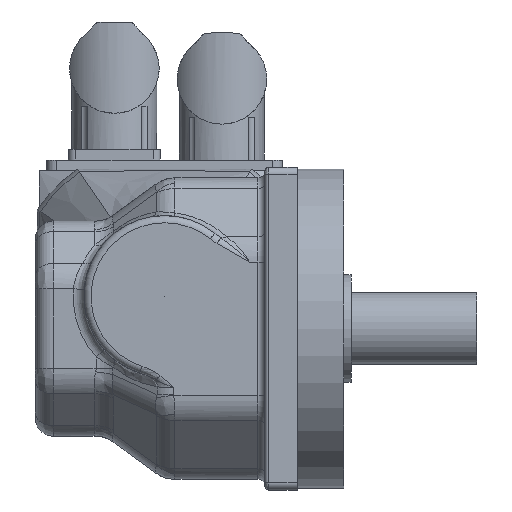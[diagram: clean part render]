
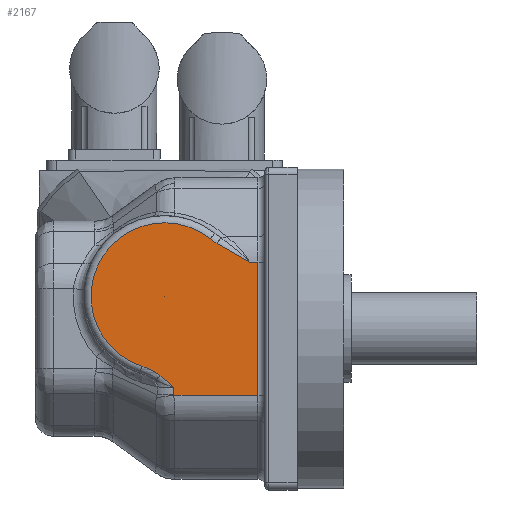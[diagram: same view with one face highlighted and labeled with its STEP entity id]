
A CAD part, front view. The second image highlights one B-rep face of the part: STEP entity #2167.
In plain terms, the highlighted face is planar.
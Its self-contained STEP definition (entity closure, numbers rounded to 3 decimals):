
#1012=FACE_BOUND('',#4128,.T.);
#1417=CIRCLE('',#15117,20.5);
#1418=CIRCLE('',#15118,0.046);
#2167=ADVANCED_FACE('',(#3196,#1012),#2779,.F.);
#2779=PLANE('',#15119);
#3196=FACE_OUTER_BOUND('',#4127,.T.);
#4127=EDGE_LOOP('',(#7336,#7337,#7338,#7339,#7340,#7341,#7342,#7343,#7344,
#7345));
#4128=EDGE_LOOP('',(#7346));
#5050=B_SPLINE_CURVE_WITH_KNOTS('',3,(#38878,#38879,#38880,#38881,#38882,
#38883,#38884,#38885,#38886,#38887),.UNSPECIFIED.,.F.,.F.,(4,1,1,2,2,4),
(0.,0.25,0.375,0.437,0.5,1.),.UNSPECIFIED.);
#5051=B_SPLINE_CURVE_WITH_KNOTS('',3,(#38890,#38891,#38892,#38893,#38894,
#38895,#38896,#38897,#38898,#38899,#38900,#38901,#38902,#38903,#38904,#38905,
#38906,#38907,#38908,#38909,#38910,#38911,#38912,#38913,#38914,#38915,#38916),
.UNSPECIFIED.,.F.,.F.,(4,1,1,1,2,2,2,2,1,1,2,2,1,1,2,2,4),(0.,0.125,0.188,
0.219,0.234,0.25,0.313,
0.375,0.438,0.469,0.484,
0.5,0.625,0.688,0.719,
0.75,1.),.UNSPECIFIED.);
#5052=B_SPLINE_CURVE_WITH_KNOTS('',3,(#38920,#38921,#38922,#38923),.UNSPECIFIED.,
.F.,.F.,(4,4),(0.,1.),.UNSPECIFIED.);
#5053=B_SPLINE_CURVE_WITH_KNOTS('',3,(#38926,#38927,#38928,#38929,#38930,
#38931,#38932,#38933,#38934,#38935,#38936,#38937,#38938,#38939,#38940,#38941,
#38942,#38943,#38944,#38945,#38946,#38947,#38948,#38949,#38950,#38951,#38952,
#38953,#38954,#38955,#38956,#38957,#38958,#38959,#38960,#38961,#38962,#38963,
#38964),.UNSPECIFIED.,.F.,.F.,(4,1,1,1,2,2,1,1,1,2,2,2,2,1,1,1,2,2,1,2,2,
1,2,2,4),(0.,0.125,0.187,0.219,0.234,
0.25,0.312,0.344,0.359,0.367,
0.375,0.437,0.5,0.562,0.594,
0.609,0.617,0.625,0.687,0.719,
0.75,0.812,0.844,0.875,
1.),.UNSPECIFIED.);
#5054=B_SPLINE_CURVE_WITH_KNOTS('',3,(#38966,#38967,#38968,#38969),.UNSPECIFIED.,
.F.,.F.,(4,4),(0.,1.),.UNSPECIFIED.);
#7336=ORIENTED_EDGE('',*,*,#12119,.T.);
#7337=ORIENTED_EDGE('',*,*,#12120,.T.);
#7338=ORIENTED_EDGE('',*,*,#12121,.T.);
#7339=ORIENTED_EDGE('',*,*,#12122,.T.);
#7340=ORIENTED_EDGE('',*,*,#12123,.T.);
#7341=ORIENTED_EDGE('',*,*,#12059,.T.);
#7342=ORIENTED_EDGE('',*,*,#12110,.T.);
#7343=ORIENTED_EDGE('',*,*,#12124,.T.);
#7344=ORIENTED_EDGE('',*,*,#12125,.T.);
#7345=ORIENTED_EDGE('',*,*,#12126,.T.);
#7346=ORIENTED_EDGE('',*,*,#12127,.T.);
#10398=VERTEX_POINT('',#37980);
#10405=VERTEX_POINT('',#38004);
#10431=VERTEX_POINT('',#38849);
#10436=VERTEX_POINT('',#38888);
#10437=VERTEX_POINT('',#38889);
#10438=VERTEX_POINT('',#38917);
#10439=VERTEX_POINT('',#38919);
#10440=VERTEX_POINT('',#38924);
#10441=VERTEX_POINT('',#38965);
#10442=VERTEX_POINT('',#38970);
#10443=VERTEX_POINT('',#38973);
#12059=EDGE_CURVE('',#10405,#10398,#13584,.T.);
#12110=EDGE_CURVE('',#10398,#10431,#13600,.T.);
#12119=EDGE_CURVE('',#10436,#10437,#5050,.T.);
#12120=EDGE_CURVE('',#10437,#10438,#5051,.T.);
#12121=EDGE_CURVE('',#10438,#10439,#13603,.T.);
#12122=EDGE_CURVE('',#10439,#10440,#5052,.T.);
#12123=EDGE_CURVE('',#10440,#10405,#13604,.T.);
#12124=EDGE_CURVE('',#10431,#10441,#5053,.T.);
#12125=EDGE_CURVE('',#10441,#10442,#5054,.T.);
#12126=EDGE_CURVE('',#10442,#10436,#1417,.T.);
#12127=EDGE_CURVE('',#10443,#10443,#1418,.T.);
#13584=LINE('',#38005,#14180);
#13600=LINE('',#38850,#14196);
#13603=LINE('',#38918,#14199);
#13604=LINE('',#38925,#14200);
#14180=VECTOR('',#17259,1.);
#14196=VECTOR('',#17333,1.);
#14199=VECTOR('',#17358,1.);
#14200=VECTOR('',#17359,1.);
#15117=AXIS2_PLACEMENT_3D('',#38971,#17360,#17361);
#15118=AXIS2_PLACEMENT_3D('',#38972,#17362,#17363);
#15119=AXIS2_PLACEMENT_3D('',#38974,#17364,#17365);
#17259=DIRECTION('',(0.,-1.,0.));
#17333=DIRECTION('',(-1.,0.,0.));
#17358=DIRECTION('',(0.,1.,0.));
#17359=DIRECTION('',(1.,0.,0.));
#17360=DIRECTION('',(0.,0.,-1.));
#17361=DIRECTION('',(0.,-1.,0.));
#17362=DIRECTION('',(0.,0.,1.));
#17363=DIRECTION('',(1.,0.,0.));
#17364=DIRECTION('',(0.,0.,1.));
#17365=DIRECTION('',(0.,-1.,0.));
#37980=CARTESIAN_POINT('',(26.,-18.558,-42.));
#38004=CARTESIAN_POINT('',(26.,18.558,-42.));
#38005=CARTESIAN_POINT('',(26.,-18.558,-42.));
#38849=CARTESIAN_POINT('',(23.641,-18.558,-42.));
#38850=CARTESIAN_POINT('',(40.,-18.558,-42.));
#38878=CARTESIAN_POINT('',(-6.311,10.504,-42.));
#38879=CARTESIAN_POINT('',(-5.838,10.657,-42.));
#38880=CARTESIAN_POINT('',(-5.155,10.903,-42.));
#38881=CARTESIAN_POINT('',(-4.404,11.219,-42.));
#38882=CARTESIAN_POINT('',(-4.092,11.36,-42.));
#38883=CARTESIAN_POINT('',(-3.887,11.456,-42.));
#38884=CARTESIAN_POINT('',(-3.803,11.496,-42.));
#38885=CARTESIAN_POINT('',(-2.736,12.017,-42.));
#38886=CARTESIAN_POINT('',(-1.934,12.518,-42.));
#38887=CARTESIAN_POINT('',(-1.279,13.057,-42.));
#38888=CARTESIAN_POINT('',(-6.311,10.504,-42.));
#38889=CARTESIAN_POINT('',(-1.279,13.057,-42.));
#38890=CARTESIAN_POINT('',(-1.279,13.057,-42.));
#38891=CARTESIAN_POINT('',(-1.141,13.171,-42.));
#38892=CARTESIAN_POINT('',(-0.916,13.36,-42.));
#38893=CARTESIAN_POINT('',(-0.625,13.614,-42.));
#38894=CARTESIAN_POINT('',(-0.471,13.749,-42.));
#38895=CARTESIAN_POINT('',(-0.404,13.809,-42.));
#38896=CARTESIAN_POINT('',(-0.359,13.849,-42.));
#38897=CARTESIAN_POINT('',(-0.327,13.877,-42.));
#38898=CARTESIAN_POINT('',(-0.256,13.941,-42.));
#38899=CARTESIAN_POINT('',(-0.187,14.002,-42.));
#38900=CARTESIAN_POINT('',(-0.029,14.144,-42.));
#38901=CARTESIAN_POINT('',(0.049,14.214,-42.));
#38902=CARTESIAN_POINT('',(0.274,14.417,-42.));
#38903=CARTESIAN_POINT('',(0.417,14.546,-42.));
#38904=CARTESIAN_POINT('',(0.541,14.657,-42.));
#38905=CARTESIAN_POINT('',(0.585,14.696,-42.));
#38906=CARTESIAN_POINT('',(0.612,14.72,-42.));
#38907=CARTESIAN_POINT('',(0.613,14.721,-42.));
#38908=CARTESIAN_POINT('',(0.82,14.907,-42.));
#38909=CARTESIAN_POINT('',(1.078,15.135,-42.));
#38910=CARTESIAN_POINT('',(1.349,15.368,-42.));
#38911=CARTESIAN_POINT('',(1.458,15.46,-42.));
#38912=CARTESIAN_POINT('',(1.529,15.52,-42.));
#38913=CARTESIAN_POINT('',(1.555,15.542,-42.));
#38914=CARTESIAN_POINT('',(1.943,15.866,-42.));
#38915=CARTESIAN_POINT('',(2.277,16.129,-42.));
#38916=CARTESIAN_POINT('',(2.601,16.367,-42.));
#38917=CARTESIAN_POINT('',(2.601,16.367,-42.));
#38918=CARTESIAN_POINT('',(2.601,18.558,-42.));
#38919=CARTESIAN_POINT('',(2.601,18.361,-42.));
#38920=CARTESIAN_POINT('',(2.601,18.361,-42.));
#38921=CARTESIAN_POINT('',(2.601,18.425,-42.));
#38922=CARTESIAN_POINT('',(2.606,18.491,-42.));
#38923=CARTESIAN_POINT('',(2.615,18.558,-42.));
#38924=CARTESIAN_POINT('',(2.615,18.558,-42.));
#38925=CARTESIAN_POINT('',(40.,18.558,-42.));
#38926=CARTESIAN_POINT('',(23.641,-18.558,-42.));
#38927=CARTESIAN_POINT('',(23.319,-18.766,-42.));
#38928=CARTESIAN_POINT('',(22.8,-19.088,-42.));
#38929=CARTESIAN_POINT('',(22.129,-19.481,-42.));
#38930=CARTESIAN_POINT('',(21.778,-19.682,-42.));
#38931=CARTESIAN_POINT('',(21.624,-19.769,-42.));
#38932=CARTESIAN_POINT('',(21.52,-19.827,-42.));
#38933=CARTESIAN_POINT('',(21.457,-19.862,-42.));
#38934=CARTESIAN_POINT('',(21.249,-19.979,-42.));
#38935=CARTESIAN_POINT('',(20.982,-20.126,-42.));
#38936=CARTESIAN_POINT('',(20.64,-20.312,-42.));
#38937=CARTESIAN_POINT('',(20.462,-20.409,-42.));
#38938=CARTESIAN_POINT('',(20.384,-20.451,-42.));
#38939=CARTESIAN_POINT('',(20.331,-20.479,-42.));
#38940=CARTESIAN_POINT('',(20.293,-20.5,-42.));
#38941=CARTESIAN_POINT('',(20.163,-20.57,-42.));
#38942=CARTESIAN_POINT('',(20.01,-20.652,-42.));
#38943=CARTESIAN_POINT('',(19.628,-20.855,-42.));
#38944=CARTESIAN_POINT('',(19.389,-20.983,-42.));
#38945=CARTESIAN_POINT('',(18.88,-21.254,-42.));
#38946=CARTESIAN_POINT('',(18.546,-21.432,-42.));
#38947=CARTESIAN_POINT('',(18.241,-21.595,-42.));
#38948=CARTESIAN_POINT('',(18.109,-21.666,-42.));
#38949=CARTESIAN_POINT('',(18.057,-21.694,-42.));
#38950=CARTESIAN_POINT('',(18.024,-21.712,-42.));
#38951=CARTESIAN_POINT('',(18.018,-21.715,-42.));
#38952=CARTESIAN_POINT('',(17.78,-21.843,-42.));
#38953=CARTESIAN_POINT('',(17.48,-22.006,-42.));
#38954=CARTESIAN_POINT('',(17.204,-22.158,-42.));
#38955=CARTESIAN_POINT('',(17.025,-22.257,-42.));
#38956=CARTESIAN_POINT('',(16.957,-22.295,-42.));
#38957=CARTESIAN_POINT('',(16.651,-22.466,-42.));
#38958=CARTESIAN_POINT('',(16.358,-22.632,-42.));
#38959=CARTESIAN_POINT('',(16.083,-22.791,-42.));
#38960=CARTESIAN_POINT('',(15.905,-22.896,-42.));
#38961=CARTESIAN_POINT('',(15.83,-22.94,-42.));
#38962=CARTESIAN_POINT('',(15.341,-23.231,-42.));
#38963=CARTESIAN_POINT('',(14.974,-23.459,-42.));
#38964=CARTESIAN_POINT('',(14.631,-23.682,-42.));
#38965=CARTESIAN_POINT('',(14.631,-23.682,-42.));
#38966=CARTESIAN_POINT('',(14.631,-23.682,-42.));
#38967=CARTESIAN_POINT('',(14.042,-24.066,-42.));
#38968=CARTESIAN_POINT('',(13.423,-24.517,-42.));
#38969=CARTESIAN_POINT('',(12.775,-25.033,-42.));
#38970=CARTESIAN_POINT('',(12.775,-25.033,-42.));
#38971=CARTESIAN_POINT('',(0.,-9.,-42.));
#38972=CARTESIAN_POINT('',(0.,-9.,-42.));
#38973=CARTESIAN_POINT('',(0.046,-9.,-42.));
#38974=CARTESIAN_POINT('',(40.,22.7,-42.));
